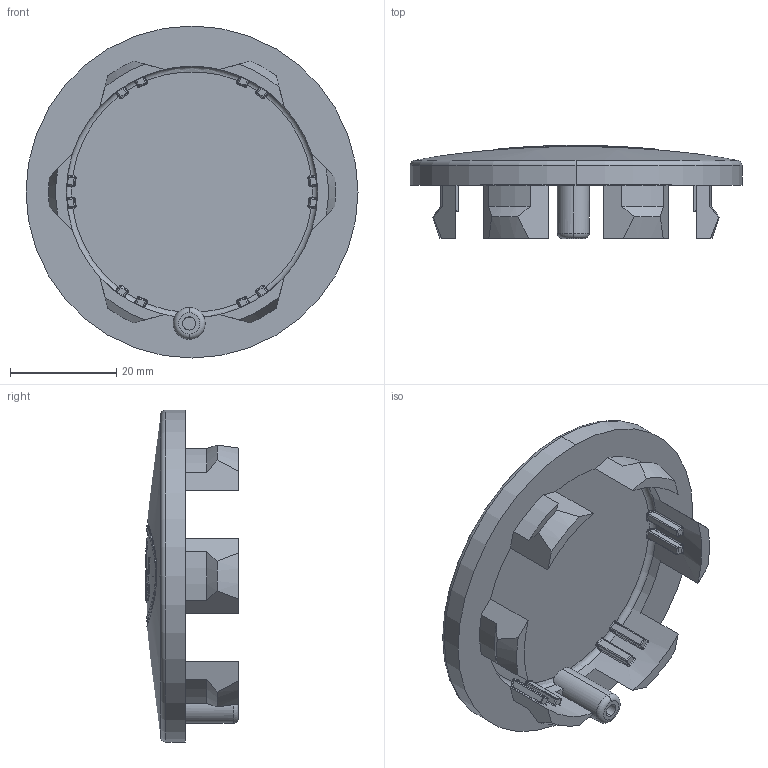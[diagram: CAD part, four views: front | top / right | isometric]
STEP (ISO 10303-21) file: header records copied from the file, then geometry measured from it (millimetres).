
FILE_DESCRIPTION (( 'STEP AP214' ), '1' );
FILE_NAME ('FORD_Wheel_center_cap.STEP', '2018-09-13T11:49:15', ( 'CAD-CAM' ), ( '' ), 'SwSTEP 2.0', 'SolidWorks 2016', '' );
FILE_SCHEMA (( 'AUTOMOTIVE_DESIGN' ));
Length unit declared in the file: millimetre
Products named in the file (1): FORD_Wheel_center_cap
Bounding box: 62.5 x 17.5 x 62.5 mm (x, y, z)
Volume: 15017.4 mm3; surface area: 9871.7 mm2
Topology: 1 solids, 1 shells, 1021 faces, 2851 edges, 1811 vertices
Faces by surface type: cone 645, cylinder 147, plane 71, torus 59, sphere 51, bspline 48
Entity records: 34867 total; most frequent: CARTESIAN_POINT 7432, DIRECTION 6414, ORIENTED_EDGE 5654, EDGE_CURVE 2827, AXIS2_PLACEMENT_3D 2735, VERTEX_POINT 1811, CIRCLE 1761, EDGE_LOOP 1024
